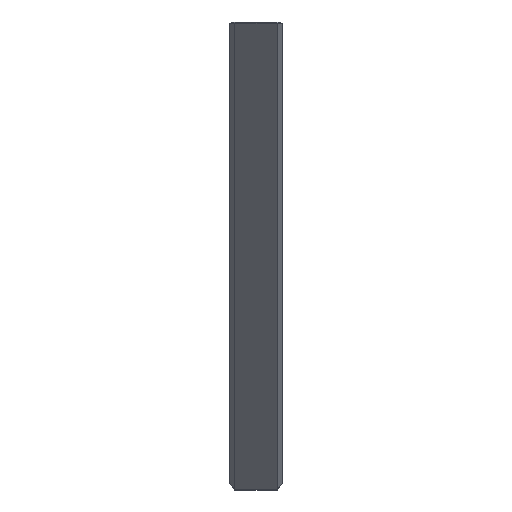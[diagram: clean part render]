
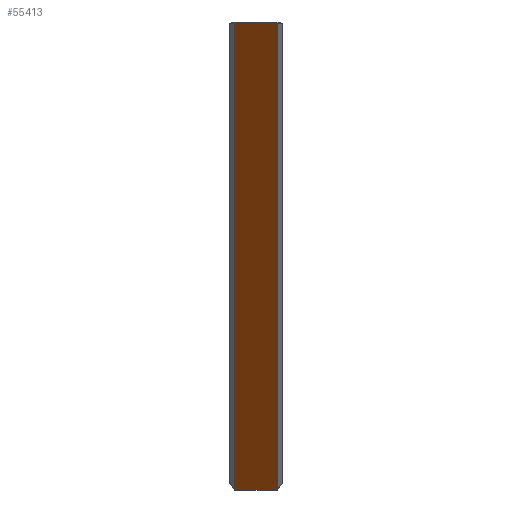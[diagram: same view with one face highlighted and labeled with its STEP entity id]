
A CAD part, front view. The second image highlights one B-rep face of the part: STEP entity #55413.
In plain terms, the highlighted planar face has unit normal (0, -0.707, -0.707).
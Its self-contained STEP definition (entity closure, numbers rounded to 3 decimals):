
#3056 = VERTEX_POINT('',#3057);
#3057 = CARTESIAN_POINT('',(-219.978,78.469,
    178.396));
#3070 = PLANE('',#3071);
#3071 = AXIS2_PLACEMENT_3D('',#3072,#3073,#3074);
#3072 = CARTESIAN_POINT('',(-213.091,78.542,
    178.571));
#3073 = DIRECTION('',(0.,-0.924,0.383)
  );
#3074 = DIRECTION('',(0.,-0.383,-0.924));
#3154 = PLANE('',#3155);
#3155 = AXIS2_PLACEMENT_3D('',#3156,#3157,#3158);
#3156 = CARTESIAN_POINT('',(-220.007,154.062,
    102.804));
#3157 = DIRECTION('',(0.,-0.707,
    -0.707));
#3158 = DIRECTION('',(0.,0.707,-0.707)
  );
#3168 = EDGE_CURVE('',#3169,#3056,#3171,.T.);
#3169 = VERTEX_POINT('',#3170);
#3170 = CARTESIAN_POINT('',(-219.978,229.637,
    27.229));
#3171 = SURFACE_CURVE('',#3172,(#3176,#3183),.PCURVE_S1.);
#3172 = LINE('',#3173,#3174);
#3173 = CARTESIAN_POINT('',(-219.978,229.637,
    27.229));
#3174 = VECTOR('',#3175,1.);
#3175 = DIRECTION('',(0.,-0.707,0.707));
#3176 = PCURVE('',#3154,#3177);
#3177 = DEFINITIONAL_REPRESENTATION('',(#3178),#3182);
#3178 = LINE('',#3179,#3180);
#3179 = CARTESIAN_POINT('',(106.88,0.028));
#3180 = VECTOR('',#3181,1.);
#3181 = DIRECTION('',(-1.,0.));
#3182 = ( GEOMETRIC_REPRESENTATION_CONTEXT(2) 
PARAMETRIC_REPRESENTATION_CONTEXT() REPRESENTATION_CONTEXT('2D SPACE',''
  ) );
#3183 = PCURVE('',#3184,#3189);
#3184 = PLANE('',#3185);
#3185 = AXIS2_PLACEMENT_3D('',#3186,#3187,#3188);
#3186 = CARTESIAN_POINT('',(-213.091,154.053,
    102.813));
#3187 = DIRECTION('',(-0.,-0.707,-0.707));
#3188 = DIRECTION('',(0.,0.707,-0.707));
#3189 = DEFINITIONAL_REPRESENTATION('',(#3190),#3194);
#3190 = LINE('',#3191,#3192);
#3191 = CARTESIAN_POINT('',(106.892,-6.888));
#3192 = VECTOR('',#3193,1.);
#3193 = DIRECTION('',(-1.,0.));
#3194 = ( GEOMETRIC_REPRESENTATION_CONTEXT(2) 
PARAMETRIC_REPRESENTATION_CONTEXT() REPRESENTATION_CONTEXT('2D SPACE',''
  ) );
#3274 = PLANE('',#3275);
#3275 = AXIS2_PLACEMENT_3D('',#3276,#3277,#3278);
#3276 = CARTESIAN_POINT('',(-213.091,229.812,
    27.301));
#3277 = DIRECTION('',(0.,0.383,-0.924)
  );
#3278 = DIRECTION('',(0.,-0.924,
    -0.383));
#3514 = VERTEX_POINT('',#3515);
#3515 = CARTESIAN_POINT('',(-206.203,229.637,
    27.229));
#3540 = EDGE_CURVE('',#3514,#3169,#3541,.T.);
#3541 = SURFACE_CURVE('',#3542,(#3546,#3553),.PCURVE_S1.);
#3542 = LINE('',#3543,#3544);
#3543 = CARTESIAN_POINT('',(-206.203,229.637,
    27.229));
#3544 = VECTOR('',#3545,1.);
#3545 = DIRECTION('',(-1.,0.,0.));
#3546 = PCURVE('',#3274,#3547);
#3547 = DEFINITIONAL_REPRESENTATION('',(#3548),#3552);
#3548 = LINE('',#3549,#3550);
#3549 = CARTESIAN_POINT('',(0.189,-6.888));
#3550 = VECTOR('',#3551,1.);
#3551 = DIRECTION('',(0.,1.));
#3552 = ( GEOMETRIC_REPRESENTATION_CONTEXT(2) 
PARAMETRIC_REPRESENTATION_CONTEXT() REPRESENTATION_CONTEXT('2D SPACE',''
  ) );
#3553 = PCURVE('',#3184,#3554);
#3554 = DEFINITIONAL_REPRESENTATION('',(#3555),#3559);
#3555 = LINE('',#3556,#3557);
#3556 = CARTESIAN_POINT('',(106.892,6.888));
#3557 = VECTOR('',#3558,1.);
#3558 = DIRECTION('',(0.,-1.));
#3559 = ( GEOMETRIC_REPRESENTATION_CONTEXT(2) 
PARAMETRIC_REPRESENTATION_CONTEXT() REPRESENTATION_CONTEXT('2D SPACE',''
  ) );
#3707 = VERTEX_POINT('',#3708);
#3708 = CARTESIAN_POINT('',(-206.203,78.469,
    178.396));
#3722 = PLANE('',#3723);
#3723 = AXIS2_PLACEMENT_3D('',#3724,#3725,#3726);
#3724 = CARTESIAN_POINT('',(-206.175,154.045,
    102.821));
#3725 = DIRECTION('',(0.,-0.707,
    -0.707));
#3726 = DIRECTION('',(0.,0.707,-0.707)
  );
#3810 = EDGE_CURVE('',#3514,#3707,#3811,.T.);
#3811 = SURFACE_CURVE('',#3812,(#3816,#3822),.PCURVE_S1.);
#3812 = LINE('',#3813,#3814);
#3813 = CARTESIAN_POINT('',(-206.203,229.637,
    27.229));
#3814 = VECTOR('',#3815,1.);
#3815 = DIRECTION('',(0.,-0.707,0.707));
#3816 = PCURVE('',#3722,#3817);
#3817 = DEFINITIONAL_REPRESENTATION('',(#3818),#3821);
#3818 = B_SPLINE_CURVE_WITH_KNOTS('',1,(#3819,#3820),.UNSPECIFIED.,.F.,
  .F.,(2,2),(0.,213.784),.PIECEWISE_BEZIER_KNOTS.);
#3819 = CARTESIAN_POINT('',(106.903,-0.028));
#3820 = CARTESIAN_POINT('',(-106.88,-0.028));
#3821 = ( GEOMETRIC_REPRESENTATION_CONTEXT(2) 
PARAMETRIC_REPRESENTATION_CONTEXT() REPRESENTATION_CONTEXT('2D SPACE',''
  ) );
#3822 = PCURVE('',#3184,#3823);
#3823 = DEFINITIONAL_REPRESENTATION('',(#3824),#3828);
#3824 = LINE('',#3825,#3826);
#3825 = CARTESIAN_POINT('',(106.892,6.888));
#3826 = VECTOR('',#3827,1.);
#3827 = DIRECTION('',(-1.,0.));
#3828 = ( GEOMETRIC_REPRESENTATION_CONTEXT(2) 
PARAMETRIC_REPRESENTATION_CONTEXT() REPRESENTATION_CONTEXT('2D SPACE',''
  ) );
#5411 = EDGE_CURVE('',#3056,#3707,#5412,.T.);
#5412 = SURFACE_CURVE('',#5413,(#5417,#5424),.PCURVE_S1.);
#5413 = LINE('',#5414,#5415);
#5414 = CARTESIAN_POINT('',(-219.978,78.469,
    178.396));
#5415 = VECTOR('',#5416,1.);
#5416 = DIRECTION('',(1.,0.,0.));
#5417 = PCURVE('',#3070,#5418);
#5418 = DEFINITIONAL_REPRESENTATION('',(#5419),#5423);
#5419 = LINE('',#5420,#5421);
#5420 = CARTESIAN_POINT('',(0.189,-6.888));
#5421 = VECTOR('',#5422,1.);
#5422 = DIRECTION('',(0.,1.));
#5423 = ( GEOMETRIC_REPRESENTATION_CONTEXT(2) 
PARAMETRIC_REPRESENTATION_CONTEXT() REPRESENTATION_CONTEXT('2D SPACE',''
  ) );
#5424 = PCURVE('',#3184,#5425);
#5425 = DEFINITIONAL_REPRESENTATION('',(#5426),#5430);
#5426 = LINE('',#5427,#5428);
#5427 = CARTESIAN_POINT('',(-106.892,-6.888));
#5428 = VECTOR('',#5429,1.);
#5429 = DIRECTION('',(0.,1.));
#5430 = ( GEOMETRIC_REPRESENTATION_CONTEXT(2) 
PARAMETRIC_REPRESENTATION_CONTEXT() REPRESENTATION_CONTEXT('2D SPACE',''
  ) );
#55413 = ADVANCED_FACE('',(#55414),#3184,.T.);
#55414 = FACE_BOUND('',#55415,.T.);
#55415 = EDGE_LOOP('',(#55416,#55417,#55418,#55419));
#55416 = ORIENTED_EDGE('',*,*,#5411,.F.);
#55417 = ORIENTED_EDGE('',*,*,#3168,.F.);
#55418 = ORIENTED_EDGE('',*,*,#3540,.F.);
#55419 = ORIENTED_EDGE('',*,*,#3810,.T.);
